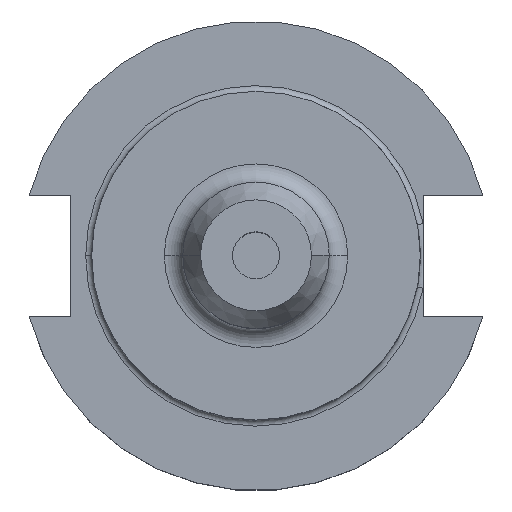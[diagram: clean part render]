
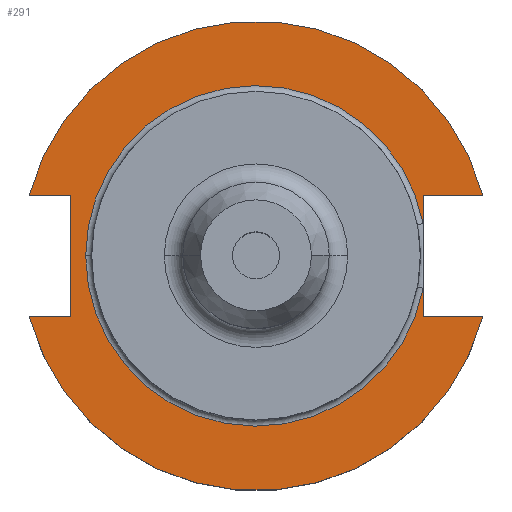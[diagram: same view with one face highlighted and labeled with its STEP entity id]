
A CAD part, top view. The second image highlights one B-rep face of the part: STEP entity #291.
In plain terms, the highlighted planar face has unit normal (0, 0, 1).
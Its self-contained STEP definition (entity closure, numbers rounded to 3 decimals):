
#9 = DIRECTION ( 'NONE',  ( -1., 0., 0. ) ) ;
#23 = CARTESIAN_POINT ( 'NONE',  ( -30.675, -8.191, 19.05 ) ) ;
#60 = EDGE_CURVE ( 'NONE', #782, #1723, #684, .T. ) ;
#81 = EDGE_CURVE ( 'NONE', #1065, #1506, #1744, .T. ) ;
#97 = VERTEX_POINT ( 'NONE', #1107 ) ;
#98 = DIRECTION ( 'NONE',  ( 0., 0., 1. ) ) ;
#113 = LINE ( 'NONE', #709, #457 ) ;
#154 = DIRECTION ( 'NONE',  ( 0., 1., 0. ) ) ;
#193 = VECTOR ( 'NONE', #1615, 1000. ) ;
#211 = VERTEX_POINT ( 'NONE', #1555 ) ;
#233 = DIRECTION ( 'NONE',  ( -1., 0., 0. ) ) ;
#242 = DIRECTION ( 'NONE',  ( -1., 0., 0. ) ) ;
#248 = CARTESIAN_POINT ( 'NONE',  ( -25.091, 8.191, 19.05 ) ) ;
#276 = CARTESIAN_POINT ( 'NONE',  ( -61.091, -8.191, 19.05 ) ) ;
#291 = ADVANCED_FACE ( 'NONE', ( #1599 ), #1446, .F. ) ;
#319 = CARTESIAN_POINT ( 'NONE',  ( 0., 0., 19.05 ) ) ;
#341 = EDGE_CURVE ( 'NONE', #1409, #782, #895, .T. ) ;
#366 = AXIS2_PLACEMENT_3D ( 'NONE', #919, #98, #1055 ) ;
#413 = VERTEX_POINT ( 'NONE', #1397 ) ;
#436 = CARTESIAN_POINT ( 'NONE',  ( 0., -8.191, 19.05 ) ) ;
#457 = VECTOR ( 'NONE', #838, 1000. ) ;
#458 = DIRECTION ( 'NONE',  ( -1., 0., 0. ) ) ;
#485 = CIRCLE ( 'NONE', #366, 31.75 ) ;
#489 = EDGE_CURVE ( 'NONE', #1723, #211, #113, .T. ) ;
#501 = VERTEX_POINT ( 'NONE', #23 ) ;
#558 = LINE ( 'NONE', #276, #193 ) ;
#574 = ORIENTED_EDGE ( 'NONE', *, *, #736, .F. ) ;
#604 = ORIENTED_EDGE ( 'NONE', *, *, #341, .T. ) ;
#636 = VECTOR ( 'NONE', #154, 1000. ) ;
#667 = ORIENTED_EDGE ( 'NONE', *, *, #1008, .F. ) ;
#683 = CARTESIAN_POINT ( 'NONE',  ( 0., 0., 19.05 ) ) ;
#684 = LINE ( 'NONE', #961, #1002 ) ;
#703 = EDGE_CURVE ( 'NONE', #501, #211, #558, .T. ) ;
#709 = CARTESIAN_POINT ( 'NONE',  ( -25.091, 8.191, 19.05 ) ) ;
#726 = ORIENTED_EDGE ( 'NONE', *, *, #1283, .T. ) ;
#730 = ORIENTED_EDGE ( 'NONE', *, *, #60, .T. ) ;
#736 = EDGE_CURVE ( 'NONE', #1409, #1506, #1214, .T. ) ;
#745 = VERTEX_POINT ( 'NONE', #1455 ) ;
#773 = EDGE_CURVE ( 'NONE', #745, #1392, #826, .T. ) ;
#782 = VERTEX_POINT ( 'NONE', #791 ) ;
#787 = CARTESIAN_POINT ( 'NONE',  ( 22.606, 22.225, 19.05 ) ) ;
#791 = CARTESIAN_POINT ( 'NONE',  ( -30.675, 8.191, 19.05 ) ) ;
#805 = DIRECTION ( 'NONE',  ( 1., 0., 0. ) ) ;
#822 = DIRECTION ( 'NONE',  ( 0., 0., -1. ) ) ;
#826 = LINE ( 'NONE', #787, #1491 ) ;
#838 = DIRECTION ( 'NONE',  ( 0., -1., 0. ) ) ;
#842 = CARTESIAN_POINT ( 'NONE',  ( 22.606, 4.373, 19.05 ) ) ;
#885 = AXIS2_PLACEMENT_3D ( 'NONE', #319, #1248, #458 ) ;
#895 = CIRCLE ( 'NONE', #1548, 31.75 ) ;
#919 = CARTESIAN_POINT ( 'NONE',  ( 0., 0., 19.05 ) ) ;
#925 = ORIENTED_EDGE ( 'NONE', *, *, #1651, .T. ) ;
#942 = LINE ( 'NONE', #436, #1601 ) ;
#961 = CARTESIAN_POINT ( 'NONE',  ( -61.091, 8.191, 19.05 ) ) ;
#993 = CARTESIAN_POINT ( 'NONE',  ( 22.606, -4.373, 19.05 ) ) ;
#1002 = VECTOR ( 'NONE', #1359, 1000. ) ;
#1008 = EDGE_CURVE ( 'NONE', #745, #413, #942, .T. ) ;
#1039 = CARTESIAN_POINT ( 'NONE',  ( 22.606, 8.191, 19.05 ) ) ;
#1055 = DIRECTION ( 'NONE',  ( 1., 0., 0. ) ) ;
#1065 = VERTEX_POINT ( 'NONE', #842 ) ;
#1107 = CARTESIAN_POINT ( 'NONE',  ( -23.025, 0., 19.05 ) ) ;
#1178 = CARTESIAN_POINT ( 'NONE',  ( 0., 8.191, 19.05 ) ) ;
#1214 = LINE ( 'NONE', #1178, #1610 ) ;
#1238 = CIRCLE ( 'NONE', #1469, 23.025 ) ;
#1248 = DIRECTION ( 'NONE',  ( 0., 0., -1. ) ) ;
#1252 = ORIENTED_EDGE ( 'NONE', *, *, #1619, .T. ) ;
#1264 = CIRCLE ( 'NONE', #885, 23.025 ) ;
#1283 = EDGE_CURVE ( 'NONE', #1392, #97, #1264, .T. ) ;
#1303 = CARTESIAN_POINT ( 'NONE',  ( 0., 22.225, 19.05 ) ) ;
#1359 = DIRECTION ( 'NONE',  ( 1., 0., 0. ) ) ;
#1382 = ORIENTED_EDGE ( 'NONE', *, *, #703, .F. ) ;
#1383 = AXIS2_PLACEMENT_3D ( 'NONE', #1303, #1571, #233 ) ;
#1392 = VERTEX_POINT ( 'NONE', #993 ) ;
#1395 = CARTESIAN_POINT ( 'NONE',  ( 30.675, 8.191, 19.05 ) ) ;
#1397 = CARTESIAN_POINT ( 'NONE',  ( 30.675, -8.191, 19.05 ) ) ;
#1409 = VERTEX_POINT ( 'NONE', #1395 ) ;
#1446 = PLANE ( 'NONE',  #1383 ) ;
#1455 = CARTESIAN_POINT ( 'NONE',  ( 22.606, -8.191, 19.05 ) ) ;
#1459 = DIRECTION ( 'NONE',  ( 0., 1., 0. ) ) ;
#1469 = AXIS2_PLACEMENT_3D ( 'NONE', #1617, #822, #9 ) ;
#1491 = VECTOR ( 'NONE', #1459, 1000. ) ;
#1498 = DIRECTION ( 'NONE',  ( 1., 0., 0. ) ) ;
#1506 = VERTEX_POINT ( 'NONE', #1039 ) ;
#1548 = AXIS2_PLACEMENT_3D ( 'NONE', #683, #1598, #805 ) ;
#1555 = CARTESIAN_POINT ( 'NONE',  ( -25.091, -8.191, 19.05 ) ) ;
#1571 = DIRECTION ( 'NONE',  ( 0., 0., -1. ) ) ;
#1585 = ORIENTED_EDGE ( 'NONE', *, *, #773, .T. ) ;
#1589 = ORIENTED_EDGE ( 'NONE', *, *, #81, .T. ) ;
#1598 = DIRECTION ( 'NONE',  ( 0., 0., 1. ) ) ;
#1599 = FACE_OUTER_BOUND ( 'NONE', #1660, .T. ) ;
#1601 = VECTOR ( 'NONE', #1498, 1000. ) ;
#1610 = VECTOR ( 'NONE', #242, 1000. ) ;
#1615 = DIRECTION ( 'NONE',  ( 1., 0., 0. ) ) ;
#1617 = CARTESIAN_POINT ( 'NONE',  ( 0., 0., 19.05 ) ) ;
#1619 = EDGE_CURVE ( 'NONE', #97, #1065, #1238, .T. ) ;
#1622 = CARTESIAN_POINT ( 'NONE',  ( 22.606, 22.225, 19.05 ) ) ;
#1646 = ORIENTED_EDGE ( 'NONE', *, *, #489, .T. ) ;
#1651 = EDGE_CURVE ( 'NONE', #501, #413, #485, .T. ) ;
#1660 = EDGE_LOOP ( 'NONE', ( #1585, #726, #1252, #1589, #574, #604, #730, #1646, #1382, #925, #667 ) ) ;
#1723 = VERTEX_POINT ( 'NONE', #248 ) ;
#1744 = LINE ( 'NONE', #1622, #636 ) ;
